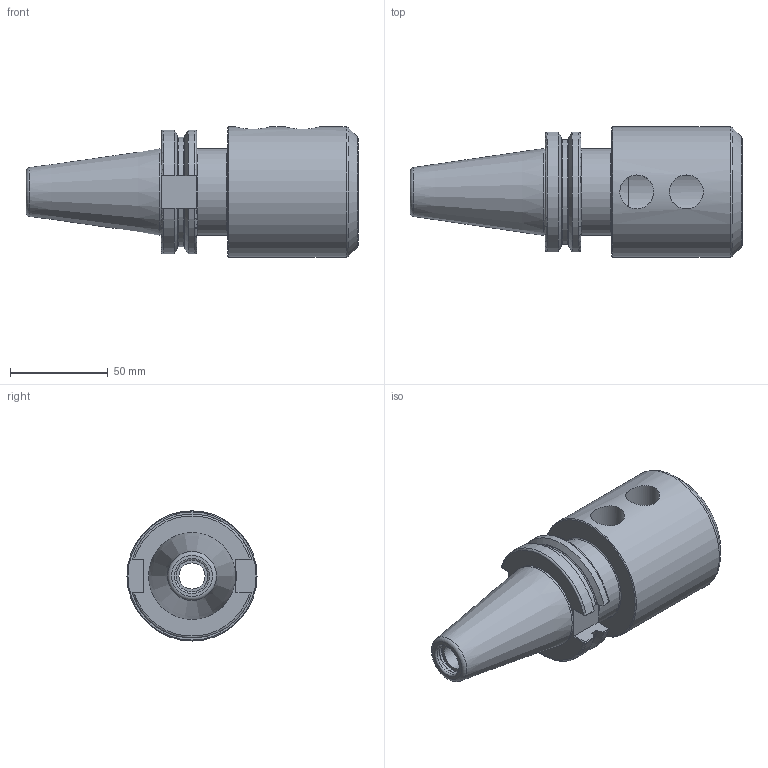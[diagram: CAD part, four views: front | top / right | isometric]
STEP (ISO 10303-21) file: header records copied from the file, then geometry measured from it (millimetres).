
FILE_DESCRIPTION(/* description */ (''),/* implementation_level */ '2;1');
FILE_NAME(/* name */ 'DCAT40-EM150-0400.stp',/* time_stamp */ '2019-07-16T13:59:27-05:00',/* author */ ('ldfli'),/* organization */ ('Pioneer N.A.'),/* preprocessor_version */ 'ST-DEVELOPER v18',/* originating_system */ 'Autodesk Inventor LT',/* authorisation */ '');
FILE_SCHEMA (('AUTOMOTIVE_DESIGN { 1 0 10303 214 3 1 1 }'));
Length unit declared in the file: millimetre
Products named in the file (1): DCAT40-EM150-0400
Bounding box: 169.85 x 66.55 x 66.55 mm (x, y, z)
Volume: 274489.2 mm3; surface area: 48623.5 mm2
Topology: 1 solids, 1 shells, 92 faces, 267 edges, 180 vertices
Faces by surface type: plane 34, cylinder 17, bspline 16, torus 16, cone 9
Full cylindrical faces by diameter (mm): 10 x1, 13.386 x1, 16.3 x1, 16.8 x1, 17.323 x2, 38.1 x1, 39.1 x1, 44.45 x2, 66.548 x1
Entity records: 3954 total; most frequent: CARTESIAN_POINT 1565, ORIENTED_EDGE 532, DIRECTION 451, EDGE_CURVE 266, VERTEX_POINT 180, AXIS2_PLACEMENT_3D 174, LINE 103, VECTOR 103
